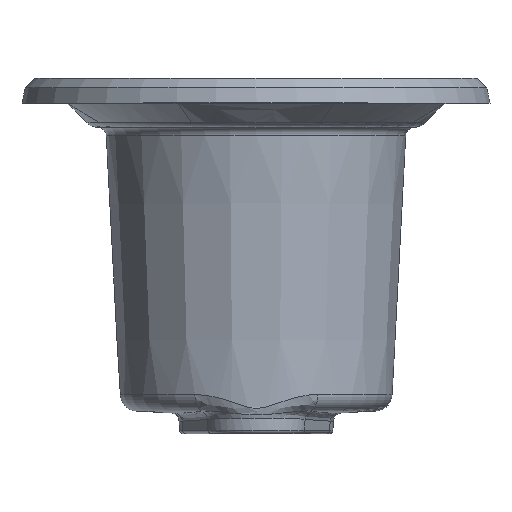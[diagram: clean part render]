
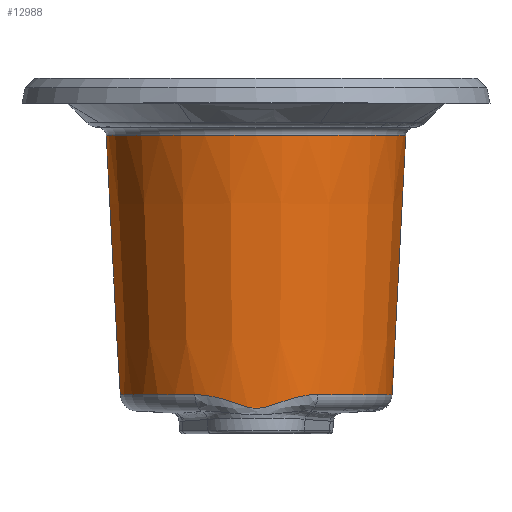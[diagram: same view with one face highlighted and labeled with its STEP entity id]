
A CAD part, top view. The second image highlights one B-rep face of the part: STEP entity #12988.
In plain terms, the highlighted conical face has half-angle 3 degrees and reference radius 82.232 mm.
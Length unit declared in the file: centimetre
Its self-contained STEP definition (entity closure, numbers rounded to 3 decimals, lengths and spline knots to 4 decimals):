
#483=CONICAL_SURFACE('',#13638,8.2232,0.052);
#556=CIRCLE('',#13629,7.8549);
#559=CIRCLE('',#13633,7.8549);
#563=CIRCLE('',#13639,8.6386);
#1163=B_SPLINE_CURVE_WITH_KNOTS('',3,(#20151,#20152,#20153,#20154,#20155,
#20156,#20157,#20158,#20159,#20160,#20161,#20162,#20163,#20164,#20165,#20166,
#20167,#20168,#20169),.UNSPECIFIED.,.F.,.U.,(4,3,3,3,3,3,4),(-6.6149,
-5.7669,-4.41,-3.3244,-2.2389,
-0.7462,0.),.UNSPECIFIED.);
#1165=B_SPLINE_CURVE_WITH_KNOTS('',3,(#20273,#20274,#20275,#20276,#20277,
#20278,#20279,#20280,#20281,#20282,#20283,#20284,#20285,#20286,#20287,#20288,
#20289,#20290,#20291),.UNSPECIFIED.,.F.,.U.,(4,3,3,3,3,3,4),(-6.6336,
-5.8674,-4.3884,-3.2998,-2.2112,-0.8505,
0.),.UNSPECIFIED.);
#2527=VERTEX_POINT('',#20057);
#2530=VERTEX_POINT('',#20062);
#2532=VERTEX_POINT('',#20150);
#2533=VERTEX_POINT('',#20292);
#2542=VERTEX_POINT('',#20489);
#6062=EDGE_CURVE('',#2530,#2527,#556,.T.);
#6064=EDGE_CURVE('',#2532,#2530,#1163,.F.);
#6066=EDGE_CURVE('',#2527,#2533,#1165,.F.);
#6069=EDGE_CURVE('',#2533,#2532,#559,.T.);
#6080=EDGE_CURVE('',#2542,#2542,#563,.T.);
#9174=ORIENTED_EDGE('',*,*,#6080,.F.);
#9175=ORIENTED_EDGE('',*,*,#6062,.F.);
#9176=ORIENTED_EDGE('',*,*,#6064,.F.);
#9177=ORIENTED_EDGE('',*,*,#6069,.F.);
#9178=ORIENTED_EDGE('',*,*,#6066,.F.);
#11369=EDGE_LOOP('',(#9174));
#11370=EDGE_LOOP('',(#9175,#9176,#9177,#9178));
#12196=FACE_BOUND('',#11369,.T.);
#12197=FACE_BOUND('',#11370,.T.);
#12988=ADVANCED_FACE('',(#12196,#12197),#483,.T.);
#13629=AXIS2_PLACEMENT_3D('',#20063,#15160,#15161);
#13633=AXIS2_PLACEMENT_3D('',#20315,#15167,#15168);
#13638=AXIS2_PLACEMENT_3D('',#20487,#15177,#15178);
#13639=AXIS2_PLACEMENT_3D('',#20488,#15179,#15180);
#15160=DIRECTION('',(0.,-1.,0.));
#15161=DIRECTION('',(7.855,0.,-0.009));
#15167=DIRECTION('',(0.,-1.,0.));
#15168=DIRECTION('',(-7.855,0.,-0.009));
#15177=DIRECTION('',(0.,1.,0.));
#15178=DIRECTION('',(8.223,0.,0.));
#15179=DIRECTION('',(0.,1.,0.));
#15180=DIRECTION('',(8.639,0.,0.));
#20057=CARTESIAN_POINT('',(3.5678,-16.8086,6.9979));
#20062=CARTESIAN_POINT('',(3.5628,-16.8086,-7.0004));
#20063=CARTESIAN_POINT('',(0.,-16.8086,0.));
#20150=CARTESIAN_POINT('',(-3.5219,-16.8086,-7.0211));
#20151=CARTESIAN_POINT('',(3.5628,-16.8086,-7.0004));
#20152=CARTESIAN_POINT('',(3.2742,-16.8086,-7.1473));
#20153=CARTESIAN_POINT('',(2.9735,-16.8397,-7.2756));
#20154=CARTESIAN_POINT('',(2.6716,-16.8956,-7.3818));
#20155=CARTESIAN_POINT('',(2.1886,-16.9849,-7.5516));
#20156=CARTESIAN_POINT('',(1.7106,-17.1402,-7.6639));
#20157=CARTESIAN_POINT('',(1.231,-17.3052,-7.7315));
#20158=CARTESIAN_POINT('',(0.8473,-17.4372,-7.7856));
#20159=CARTESIAN_POINT('',(0.4546,-17.5861,-7.812));
#20160=CARTESIAN_POINT('',(0.0395,-17.59,-7.8139));
#20161=CARTESIAN_POINT('',(-0.3757,-17.5939,-7.8158));
#20162=CARTESIAN_POINT('',(-0.7712,-17.4476,-7.7929));
#20163=CARTESIAN_POINT('',(-1.1545,-17.316,-7.7427));
#20164=CARTESIAN_POINT('',(-1.6816,-17.1349,-7.6737));
#20165=CARTESIAN_POINT('',(-2.2099,-16.9635,-7.5502));
#20166=CARTESIAN_POINT('',(-2.739,-16.8763,-7.3581));
#20167=CARTESIAN_POINT('',(-3.0035,-16.8327,-7.2621));
#20168=CARTESIAN_POINT('',(-3.2672,-16.8086,-7.1489));
#20169=CARTESIAN_POINT('',(-3.5219,-16.8086,-7.0211));
#20273=CARTESIAN_POINT('',(-3.527,-16.8086,7.0185));
#20274=CARTESIAN_POINT('',(-3.2656,-16.8086,7.1499));
#20275=CARTESIAN_POINT('',(-2.9946,-16.8342,7.266));
#20276=CARTESIAN_POINT('',(-2.723,-16.8803,7.3638));
#20277=CARTESIAN_POINT('',(-2.1988,-16.9695,7.5527));
#20278=CARTESIAN_POINT('',(-1.676,-17.1413,7.6742));
#20279=CARTESIAN_POINT('',(-1.1552,-17.324,7.7422));
#20280=CARTESIAN_POINT('',(-0.7719,-17.4585,7.7923));
#20281=CARTESIAN_POINT('',(-0.3768,-17.6106,7.8149));
#20282=CARTESIAN_POINT('',(0.0396,-17.6066,7.813));
#20283=CARTESIAN_POINT('',(0.4559,-17.6025,7.8111));
#20284=CARTESIAN_POINT('',(0.848,-17.4477,7.785));
#20285=CARTESIAN_POINT('',(1.2318,-17.3129,7.731));
#20286=CARTESIAN_POINT('',(1.7116,-17.1444,7.6635));
#20287=CARTESIAN_POINT('',(2.1903,-16.9872,7.5511));
#20288=CARTESIAN_POINT('',(2.6744,-16.8967,7.3807));
#20289=CARTESIAN_POINT('',(2.977,-16.8401,7.2742));
#20290=CARTESIAN_POINT('',(3.2785,-16.8086,7.1454));
#20291=CARTESIAN_POINT('',(3.5678,-16.8086,6.9979));
#20292=CARTESIAN_POINT('',(-3.527,-16.8086,7.0185));
#20315=CARTESIAN_POINT('',(0.,-16.8086,0.));
#20487=CARTESIAN_POINT('',(0.,-9.7815,0.));
#20488=CARTESIAN_POINT('',(0.,-1.8551,0.));
#20489=CARTESIAN_POINT('',(8.6386,-1.8551,0.));
